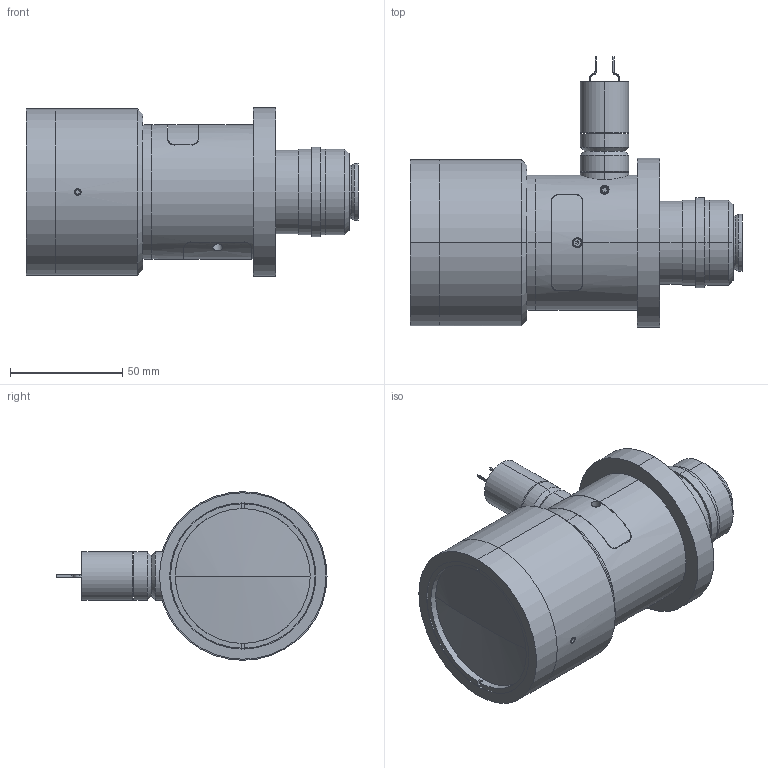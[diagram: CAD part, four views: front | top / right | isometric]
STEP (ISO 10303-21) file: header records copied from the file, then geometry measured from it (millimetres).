
FILE_DESCRIPTION (( 'STEP AP203' ), '1' );
FILE_NAME ('S5LPL2298_LED_01.STEP', '2022-03-03T11:13:29', ( '' ), ( '' ), 'SwSTEP 2.0', 'SolidWorks 2021', '' );
FILE_SCHEMA (( 'CONFIG_CONTROL_DESIGN' ));
Length unit declared in the file: millimetre
Products named in the file (37): 385204; 053710; S5FIL0201; 134318; 518003; S5LAO4024_078; 097108; 385209; DIN 912 M2 x 4 --- 4N_DIN 912 M2 x 4 --- 4N; DIN 912 M2 x 10 --- 10N_DIN 912 M2 x 10 --- 10N; 518002; 134301; 385201; 95522; 518004_Kleiner; 134319; 518001_kleiner Deckel; 110805; 134316; S5LDX1199; S5LED0011; Anschlußkabel 300 mm^134301; S5LPL2298_LED_01; 134317; DIN 913 - M3 x 3-N_DIN 913 - M3 x 3-N; 110807; O-Ring 15x1; 385205; S5LDX4023; S5LAO1199; 385208; 163501; S0DIF1363; S5ELE1365; DIN 914 - M3 x 4-N_DIN 914 - M3 x 4-N; 134330; 151204
Assembly tree (39 placements, depth 4):
  S5LPL2298_LED_01
    S5LAO1199
      S5LDX1199
    097108
    110805
    110807
    151204
    DIN 913 - M3 x 3-N_DIN 913 - M3 x 3-N
    163501
      134316  x2
      S0DIF1363
      S5FIL0201
      134301
        134317
        134319
        134330
        S5ELE1365
        S5LED0011
        Anschlußkabel 300 mm^134301  x2
      053710
      134318
    385201
      S5LAO4024_078
        S5LDX4023
      95522
      385204
      385205
      385208
      385209
    518001_kleiner Deckel
      518002
      518003
      518004_Kleiner
      O-Ring 15x1
      DIN 912 M2 x 10 --- 10N_DIN 912 M2 x 10 --- 10N
      DIN 912 M2 x 4 --- 4N_DIN 912 M2 x 4 --- 4N  x2
      DIN 914 - M3 x 4-N_DIN 914 - M3 x 4-N
Bounding box: 147.61 x 120.13 x 75 mm (x, y, z)
Volume: 258266.5 mm3; surface area: 121883.3 mm2
Topology: 33 solids, 33 shells, 809 faces, 1845 edges, 1140 vertices
Faces by surface type: cylinder 321, plane 263, cone 120, torus 96, sphere 9
Entity records: 25677 total; most frequent: CARTESIAN_POINT 4456, DIRECTION 4012, ORIENTED_EDGE 3314, EDGE_CURVE 1657, AXIS2_PLACEMENT_3D 1650, VERTEX_POINT 1036, CIRCLE 875, EDGE_LOOP 833
